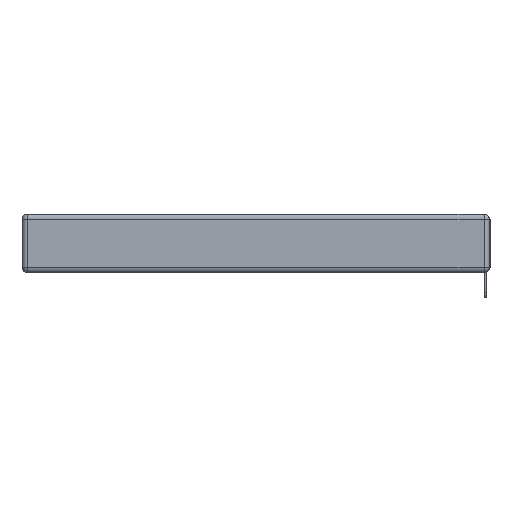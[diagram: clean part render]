
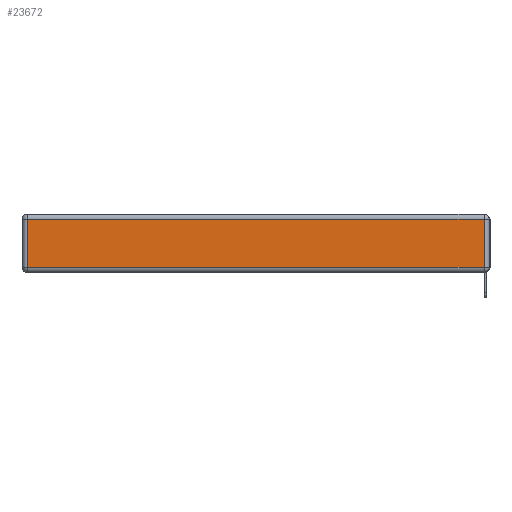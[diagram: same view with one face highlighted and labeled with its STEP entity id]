
A CAD part, left-side view. The second image highlights one B-rep face of the part: STEP entity #23672.
In plain terms, the highlighted planar face has unit normal (-1, 0, 0).
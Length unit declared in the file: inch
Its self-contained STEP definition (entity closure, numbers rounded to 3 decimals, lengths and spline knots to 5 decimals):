
#281 = DIRECTION ( 'NONE',  ( 0., 1., 0. ) ) ;
#845 = VECTOR ( 'NONE', #11386, 39.37008 ) ;
#1005 = CARTESIAN_POINT ( 'NONE',  ( 0., 0.03, -0.313 ) ) ;
#1469 = EDGE_CURVE ( 'NONE', #15483, #5481, #17114, .T. ) ;
#3012 = CARTESIAN_POINT ( 'NONE',  ( 0., 2.72, -0.313 ) ) ;
#3150 = DIRECTION ( 'NONE',  ( 0., -1., 0. ) ) ;
#4931 = AXIS2_PLACEMENT_3D ( 'NONE', #7234, #24977, #20821 ) ;
#5014 = VECTOR ( 'NONE', #3150, 39.37008 ) ;
#5481 = VERTEX_POINT ( 'NONE', #1005 ) ;
#7234 = CARTESIAN_POINT ( 'NONE',  ( 0., 0., -0.343 ) ) ;
#8346 = VECTOR ( 'NONE', #281, 39.37008 ) ;
#9158 = ORIENTED_EDGE ( 'NONE', *, *, #24143, .T. ) ;
#9930 = LINE ( 'NONE', #13149, #845 ) ;
#10602 = ORIENTED_EDGE ( 'NONE', *, *, #12799, .T. ) ;
#11386 = DIRECTION ( 'NONE',  ( 0., 0., -1. ) ) ;
#11858 = CARTESIAN_POINT ( 'NONE',  ( 0., 2.75, -0.03 ) ) ;
#12799 = EDGE_CURVE ( 'NONE', #16134, #14488, #18007, .T. ) ;
#13062 = PLANE ( 'NONE',  #4931 ) ;
#13149 = CARTESIAN_POINT ( 'NONE',  ( 0., 2.72, -0.343 ) ) ;
#13225 = FACE_OUTER_BOUND ( 'NONE', #21227, .T. ) ;
#14071 = DIRECTION ( 'NONE',  ( 0., 0., 1. ) ) ;
#14488 = VERTEX_POINT ( 'NONE', #15581 ) ;
#14637 = CARTESIAN_POINT ( 'NONE',  ( 0., 0., -0.313 ) ) ;
#15483 = VERTEX_POINT ( 'NONE', #3012 ) ;
#15581 = CARTESIAN_POINT ( 'NONE',  ( 0., 2.72, -0.03 ) ) ;
#16134 = VERTEX_POINT ( 'NONE', #20444 ) ;
#17114 = LINE ( 'NONE', #14637, #5014 ) ;
#18007 = LINE ( 'NONE', #11858, #8346 ) ;
#18182 = LINE ( 'NONE', #23711, #23940 ) ;
#18258 = ORIENTED_EDGE ( 'NONE', *, *, #21204, .T. ) ;
#20339 = ORIENTED_EDGE ( 'NONE', *, *, #1469, .T. ) ;
#20444 = CARTESIAN_POINT ( 'NONE',  ( 0., 0.03, -0.03 ) ) ;
#20821 = DIRECTION ( 'NONE',  ( 0., 0., 1. ) ) ;
#21204 = EDGE_CURVE ( 'NONE', #5481, #16134, #18182, .T. ) ;
#21227 = EDGE_LOOP ( 'NONE', ( #20339, #18258, #10602, #9158 ) ) ;
#23672 = ADVANCED_FACE ( 'NONE', ( #13225 ), #13062, .T. ) ;
#23711 = CARTESIAN_POINT ( 'NONE',  ( 0., 0.03, -0.343 ) ) ;
#23940 = VECTOR ( 'NONE', #14071, 39.37008 ) ;
#24143 = EDGE_CURVE ( 'NONE', #14488, #15483, #9930, .T. ) ;
#24977 = DIRECTION ( 'NONE',  ( -1., 0., 0. ) ) ;
